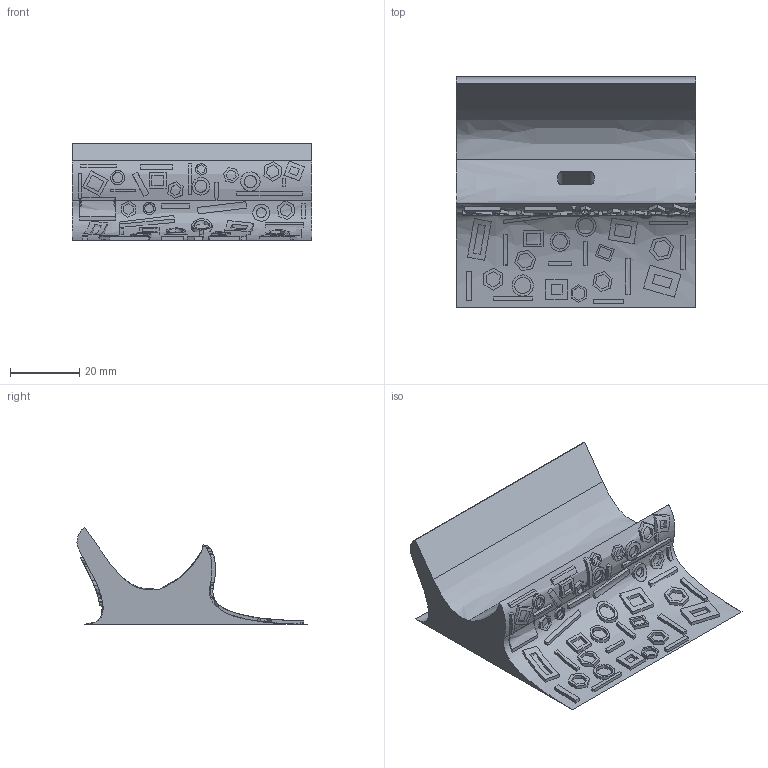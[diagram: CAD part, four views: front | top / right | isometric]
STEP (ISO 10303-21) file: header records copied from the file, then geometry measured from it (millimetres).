
FILE_DESCRIPTION(('FreeCAD Model'),'2;1');
FILE_NAME('Open CASCADE Shape Model','2025-08-14T16:40:12',(''),(''), 'Open CASCADE STEP processor 7.8','FreeCAD','Unknown');
FILE_SCHEMA(('AUTOMOTIVE_DESIGN { 1 0 10303 214 1 1 1 1 }'));
Length unit declared in the file: millimetre
Products named in the file (7): TILE; Body; Extrude; Extrude001; Extrude002; Extrude004; Extrude003
Assembly tree (6 placements, depth 2):
  TILE
    Body
    Extrude
    Extrude001
    Extrude002
    Extrude004
    Extrude003
Bounding box: 69 x 66.3 x 27.87 mm (x, y, z)
Volume: 38948.2 mm3; surface area: 21697.4 mm2
Topology: 100 solids, 104 shells, 1004 faces, 2402 edges, 1599 vertices
Faces by surface type: extrusion 988, plane 10, cylinder 6
Full cylindrical faces by diameter (mm): 10.2 x1
Entity records: 42922 total; most frequent: CARTESIAN_POINT 21592, ORIENTED_EDGE 4772, B_SPLINE_CURVE_WITH_KNOTS 2561, EDGE_CURVE 2390, DIRECTION 1859, VECTOR 1797, VERTEX_POINT 1599, FACE_BOUND 1111
